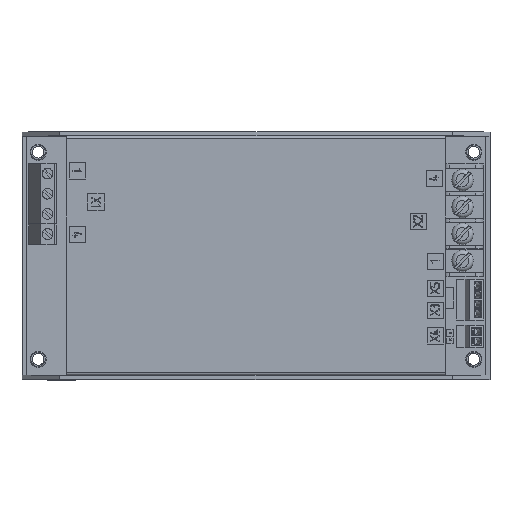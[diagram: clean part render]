
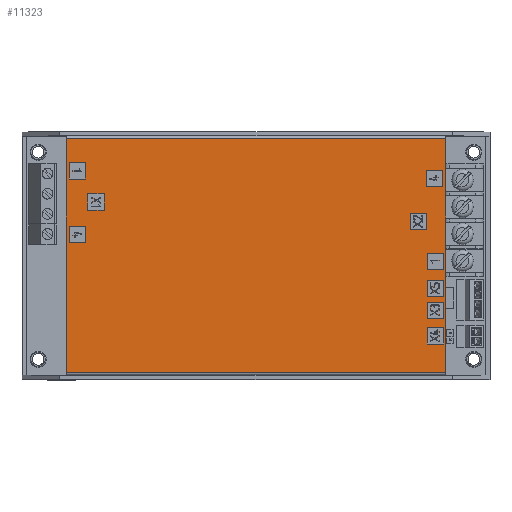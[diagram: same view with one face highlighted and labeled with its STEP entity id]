
A CAD part, top view. The second image highlights one B-rep face of the part: STEP entity #11323.
In plain terms, the highlighted face is planar.
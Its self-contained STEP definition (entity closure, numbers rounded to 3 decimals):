
#11323=ADVANCED_FACE('',(#23889),#23891,.F.);
#23889=FACE_BOUND('',#23890,.T.);
#23890=EDGE_LOOP('',(#34200,#34201,#34202,#34203));
#23891=PLANE('',#23892);
#23892=AXIS2_PLACEMENT_3D('',#23893,#23894,#23895);
#23893=CARTESIAN_POINT('',(0.,0.,0.));
#23894=DIRECTION('',(0.,0.,1.));
#23895=DIRECTION('',(1.,0.,0.));
#34200=ORIENTED_EDGE('',*,*,#39642,.F.);
#34201=ORIENTED_EDGE('',*,*,#39622,.T.);
#34202=ORIENTED_EDGE('',*,*,#39643,.F.);
#34203=ORIENTED_EDGE('',*,*,#39632,.T.);
#39622=EDGE_CURVE('',#45734,#45732,#45735,.T.);
#39632=EDGE_CURVE('',#45748,#45746,#45749,.T.);
#39642=EDGE_CURVE('',#45734,#45746,#45761,.T.);
#39643=EDGE_CURVE('',#45748,#45732,#45762,.T.);
#45732=VERTEX_POINT('',#59471);
#45734=VERTEX_POINT('',#59476);
#45735=LINE('',#59477,#59478);
#45746=VERTEX_POINT('',#59509);
#45748=VERTEX_POINT('',#59514);
#45749=LINE('',#59515,#59516);
#45761=LINE('',#59550,#59551);
#45762=LINE('',#59553,#59554);
#59471=CARTESIAN_POINT('',(0.,141.,0.));
#59476=CARTESIAN_POINT('',(0.,0.,0.));
#59477=CARTESIAN_POINT('',(0.,0.,0.));
#59478=VECTOR('',#59479,1.);
#59479=DIRECTION('',(0.,1.,0.));
#59509=CARTESIAN_POINT('',(87.,0.,0.));
#59514=CARTESIAN_POINT('',(87.,141.,0.));
#59515=CARTESIAN_POINT('',(87.,141.,0.));
#59516=VECTOR('',#59517,1.);
#59517=DIRECTION('',(0.,-1.,0.));
#59550=CARTESIAN_POINT('',(0.,0.,0.));
#59551=VECTOR('',#59552,1.);
#59552=DIRECTION('',(1.,0.,0.));
#59553=CARTESIAN_POINT('',(87.,141.,0.));
#59554=VECTOR('',#59555,1.);
#59555=DIRECTION('',(-1.,0.,0.));
